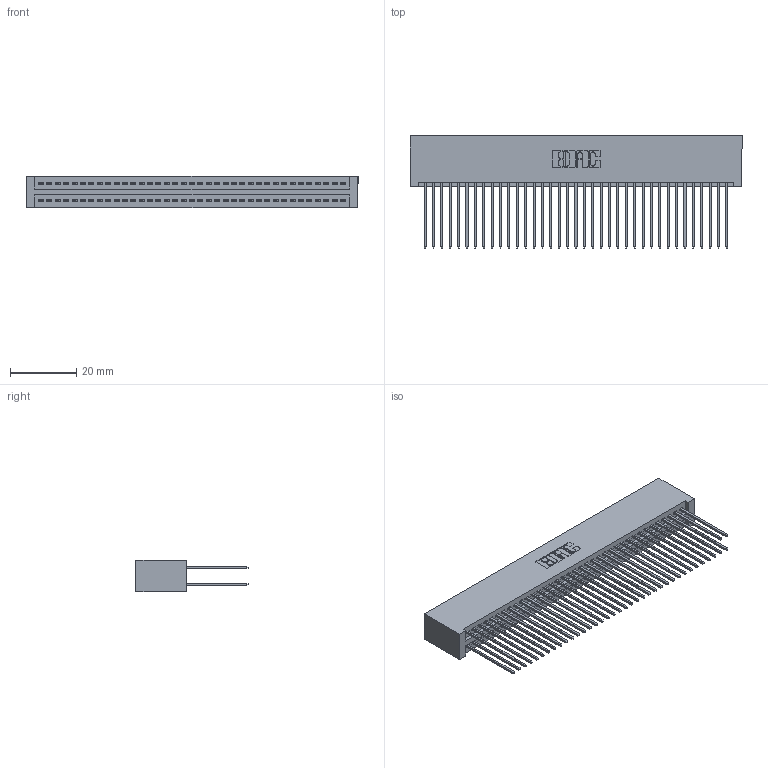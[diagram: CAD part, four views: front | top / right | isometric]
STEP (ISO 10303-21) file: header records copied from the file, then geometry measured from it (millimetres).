
FILE_DESCRIPTION (( 'STEP AP203' ), '1' );
FILE_NAME ('345-074-541-201.STEP', '2018-10-02T12:20:39', ( '' ), ( '' ), 'SwSTEP 2.0', 'SolidWorks 2016', '' );
FILE_SCHEMA (( 'CONFIG_CONTROL_DESIGN' ));
Length unit declared in the file: inch
Products named in the file (3): 345-292-001_345-293-141; 345-074-541-201; 345 Part_No Mounting Lugs
Assembly tree (75 placements, depth 2):
  345-074-541-201
    345 Part_No Mounting Lugs
    345-292-001_345-293-141  x74
Bounding box: 100.58 x 33.96 x 9.4 mm (x, y, z)
Volume: 10764.9 mm3; surface area: 18114.4 mm2
Topology: 75 solids, 75 shells, 3818 faces, 11343 edges, 7462 vertices
Faces by surface type: plane 2518, cylinder 1300
Entity records: 29445 total; most frequent: CARTESIAN_POINT 4940, ORIENTED_EDGE 4874, DIRECTION 4357, EDGE_CURVE 2437, VECTOR 2165, LINE 2165, VERTEX_POINT 1622, AXIS2_PLACEMENT_3D 1096
